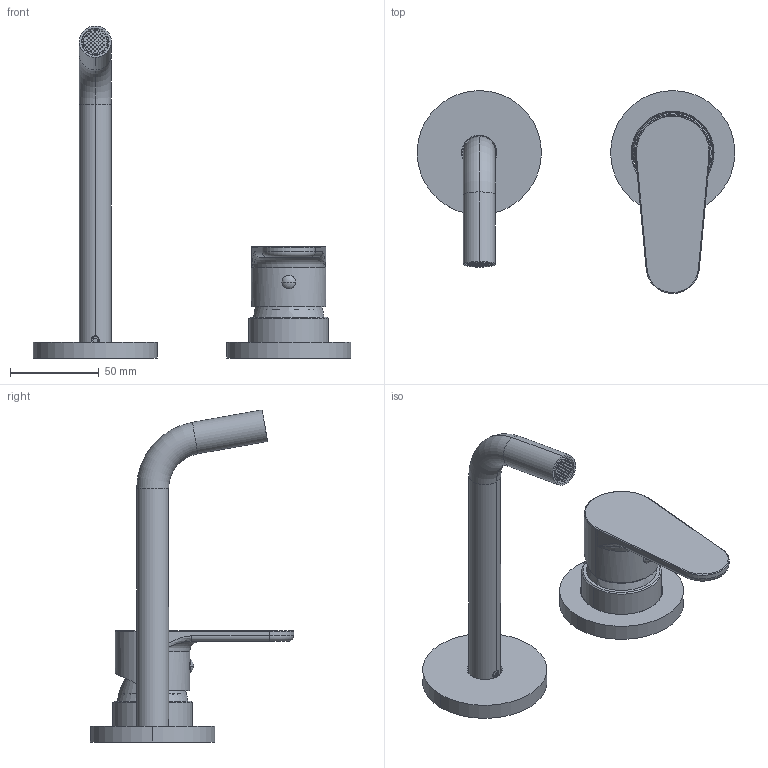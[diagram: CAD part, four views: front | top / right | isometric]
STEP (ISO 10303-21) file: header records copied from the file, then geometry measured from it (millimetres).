
FILE_DESCRIPTION((''),'2;1');
FILE_NAME('GR105CR70','2021-11-03T17:32:32',('ut3'),('PAFFONI SpA'),'CREO PARAMETRIC BY PTC INC, 2020044','CREO PARAMETRIC BY PTC INC, 2020044','');
FILE_SCHEMA(('CONFIG_CONTROL_DESIGN','SHAPE_APPEARANCE_LAYERS_GROUPS'));
Length unit declared in the file: millimetre
Products named in the file (1): GR105CR70
Bounding box: 179 x 114.39 x 187.08 mm (x, y, z)
Volume: 116575.6 mm3; surface area: 85719.6 mm2
Topology: 3 solids, 3 shells, 876 faces, 2504 edges, 1614 vertices
Faces by surface type: cylinder 415, plane 351, cone 58, torus 42, sphere 6, bspline 4
Entity records: 41585 total; most frequent: CARTESIAN_POINT 11954, ORIENTED_EDGE 4984, DIRECTION 4899, EDGE_CURVE 2492, AXIS2_PLACEMENT_3D 1825, VERTEX_POINT 1614, VECTOR 1249, LINE 1249
